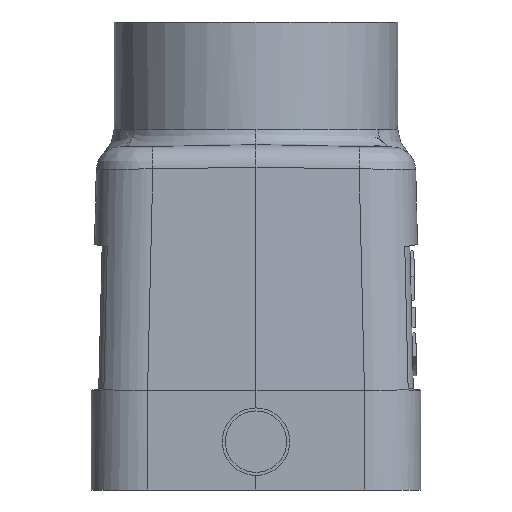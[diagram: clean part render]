
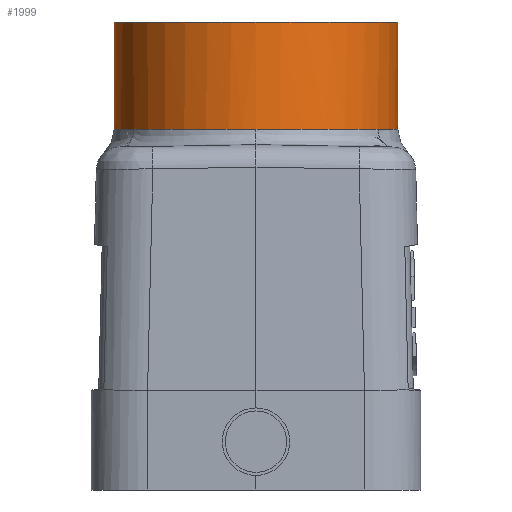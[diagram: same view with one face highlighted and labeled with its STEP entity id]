
A CAD part, left-side view. The second image highlights one B-rep face of the part: STEP entity #1999.
In plain terms, the highlighted cylindrical face has radius 18.5 mm (diameter 37 mm), a full revolution.
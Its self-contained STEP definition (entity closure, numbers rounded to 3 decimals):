
#1607=CYLINDRICAL_SURFACE('',#6259,18.5);
#1714=B_SPLINE_CURVE_WITH_KNOTS('',3,(#8327,#8328,#8329,#8330,#8331,#8332),
 .UNSPECIFIED.,.F.,.F.,(4,2,4),(0.,0.5,1.),.UNSPECIFIED.);
#1716=B_SPLINE_CURVE_WITH_KNOTS('',3,(#8434,#8435,#8436,#8437,#8438,#8439),
 .UNSPECIFIED.,.F.,.F.,(4,2,4),(0.,0.5,1.),.UNSPECIFIED.);
#1718=B_SPLINE_CURVE_WITH_KNOTS('',3,(#8473,#8474,#8475,#8476,#8477,#8478),
 .UNSPECIFIED.,.F.,.F.,(4,2,4),(0.,0.5,1.),.UNSPECIFIED.);
#1720=B_SPLINE_CURVE_WITH_KNOTS('',3,(#8512,#8513,#8514,#8515,#8516,#8517),
 .UNSPECIFIED.,.F.,.F.,(4,2,4),(0.,0.5,1.),.UNSPECIFIED.);
#1722=B_SPLINE_CURVE_WITH_KNOTS('',3,(#8619,#8620,#8621,#8622,#8623,#8624),
 .UNSPECIFIED.,.F.,.F.,(4,2,4),(0.,0.5,1.),.UNSPECIFIED.);
#1724=B_SPLINE_CURVE_WITH_KNOTS('',3,(#8656,#8657,#8658,#8659,#8660,#8661),
 .UNSPECIFIED.,.F.,.F.,(4,2,4),(0.,0.5,1.),.UNSPECIFIED.);
#1999=ADVANCED_FACE('',(#2469,#2470),#1607,.T.);
#2385=CIRCLE('',#6258,18.5);
#2469=FACE_BOUND('',#2575,.T.);
#2470=FACE_BOUND('',#2576,.T.);
#2575=EDGE_LOOP('',(#3149));
#2576=EDGE_LOOP('',(#3150,#3151,#3152,#3153,#3154,#3155));
#3149=ORIENTED_EDGE('',*,*,#4761,.F.);
#3150=ORIENTED_EDGE('',*,*,#4756,.T.);
#3151=ORIENTED_EDGE('',*,*,#4753,.T.);
#3152=ORIENTED_EDGE('',*,*,#4750,.T.);
#3153=ORIENTED_EDGE('',*,*,#4747,.T.);
#3154=ORIENTED_EDGE('',*,*,#4744,.T.);
#3155=ORIENTED_EDGE('',*,*,#4759,.T.);
#4328=VERTEX_POINT('',#8325);
#4330=VERTEX_POINT('',#8333);
#4332=VERTEX_POINT('',#8440);
#4334=VERTEX_POINT('',#8479);
#4336=VERTEX_POINT('',#8518);
#4338=VERTEX_POINT('',#8625);
#4340=VERTEX_POINT('',#8691);
#4744=EDGE_CURVE('',#4330,#4328,#1714,.T.);
#4747=EDGE_CURVE('',#4332,#4330,#1716,.T.);
#4750=EDGE_CURVE('',#4334,#4332,#1718,.T.);
#4753=EDGE_CURVE('',#4336,#4334,#1720,.T.);
#4756=EDGE_CURVE('',#4338,#4336,#1722,.T.);
#4759=EDGE_CURVE('',#4328,#4338,#1724,.T.);
#4761=EDGE_CURVE('',#4340,#4340,#2385,.T.);
#6258=AXIS2_PLACEMENT_3D('',#8690,#6819,#6820);
#6259=AXIS2_PLACEMENT_3D('',#8692,#6821,#6822);
#6819=DIRECTION('',(0.,0.,1.));
#6820=DIRECTION('',(-1.,0.,0.));
#6821=DIRECTION('',(0.,0.,1.));
#6822=DIRECTION('',(1.,0.,0.));
#8325=CARTESIAN_POINT('',(9.436,-15.913,37.85));
#8327=CARTESIAN_POINT('',(-9.436,-15.913,37.85));
#8328=CARTESIAN_POINT('',(-6.597,-17.596,37.85));
#8329=CARTESIAN_POINT('',(-3.301,-18.5,37.85));
#8330=CARTESIAN_POINT('',(3.301,-18.5,37.85));
#8331=CARTESIAN_POINT('',(6.597,-17.596,37.85));
#8332=CARTESIAN_POINT('',(9.436,-15.913,37.85));
#8333=CARTESIAN_POINT('',(-9.436,-15.913,37.85));
#8434=CARTESIAN_POINT('',(-18.5,0.,37.85));
#8435=CARTESIAN_POINT('',(-18.5,-3.193,37.85));
#8436=CARTESIAN_POINT('',(-17.655,-6.382,37.85));
#8437=CARTESIAN_POINT('',(-14.495,-11.931,37.85));
#8438=CARTESIAN_POINT('',(-12.182,-14.284,37.85));
#8439=CARTESIAN_POINT('',(-9.436,-15.913,37.85));
#8440=CARTESIAN_POINT('',(-18.5,0.,37.85));
#8473=CARTESIAN_POINT('',(-9.436,15.912,37.85));
#8474=CARTESIAN_POINT('',(-12.183,14.284,37.85));
#8475=CARTESIAN_POINT('',(-14.495,11.931,37.85));
#8476=CARTESIAN_POINT('',(-17.655,6.382,37.85));
#8477=CARTESIAN_POINT('',(-18.5,3.193,37.85));
#8478=CARTESIAN_POINT('',(-18.5,0.,37.85));
#8479=CARTESIAN_POINT('',(-9.436,15.912,37.85));
#8512=CARTESIAN_POINT('',(9.436,15.913,37.85));
#8513=CARTESIAN_POINT('',(6.597,17.596,37.85));
#8514=CARTESIAN_POINT('',(3.301,18.5,37.85));
#8515=CARTESIAN_POINT('',(-3.301,18.5,37.85));
#8516=CARTESIAN_POINT('',(-6.597,17.596,37.85));
#8517=CARTESIAN_POINT('',(-9.436,15.912,37.85));
#8518=CARTESIAN_POINT('',(9.436,15.913,37.85));
#8619=CARTESIAN_POINT('',(18.5,0.,37.85));
#8620=CARTESIAN_POINT('',(18.5,3.193,37.85));
#8621=CARTESIAN_POINT('',(17.655,6.382,37.85));
#8622=CARTESIAN_POINT('',(14.495,11.931,37.85));
#8623=CARTESIAN_POINT('',(12.182,14.284,37.85));
#8624=CARTESIAN_POINT('',(9.436,15.913,37.85));
#8625=CARTESIAN_POINT('',(18.5,0.,37.85));
#8656=CARTESIAN_POINT('',(9.436,-15.913,37.85));
#8657=CARTESIAN_POINT('',(12.183,-14.284,37.85));
#8658=CARTESIAN_POINT('',(14.495,-11.931,37.85));
#8659=CARTESIAN_POINT('',(17.655,-6.382,37.85));
#8660=CARTESIAN_POINT('',(18.5,-3.193,37.85));
#8661=CARTESIAN_POINT('',(18.5,0.,37.85));
#8690=CARTESIAN_POINT('',(0.,0.,51.85));
#8691=CARTESIAN_POINT('',(-18.5,0.,51.85));
#8692=CARTESIAN_POINT('',(0.,0.,35.35));
